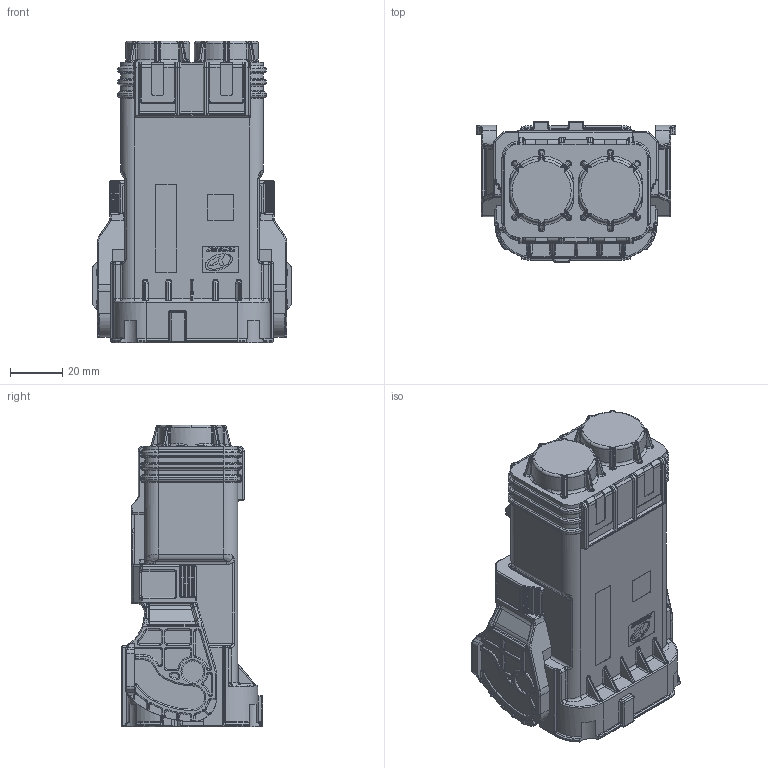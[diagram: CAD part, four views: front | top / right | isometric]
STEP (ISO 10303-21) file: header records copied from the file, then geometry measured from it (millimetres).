
FILE_DESCRIPTION (( 'STEP AP203' ), '1' );
FILE_NAME ('YGEV5-P2PHA脣芛杅耀.STEP', '2024-10-17T10:42:19', ( 'China' ), ( 'Microsoft' ), 'SwSTEP 2.0', 'SolidWorks 2023', '' );
FILE_SCHEMA (( 'CONFIG_CONTROL_DESIGN' ));
Length unit declared in the file: millimetre
Products named in the file (1): YGEV5-P2PHA插头数模
Bounding box: 76.7 x 54.4 x 115.9 mm (x, y, z)
Volume: 258991.9 mm3; surface area: 45715 mm2
Topology: 1 solids, 45 shells, 4107 faces, 10360 edges, 6261 vertices
Faces by surface type: plane 1711, cylinder 1276, torus 547, bspline 402, sphere 110, cone 61
Entity records: 132538 total; most frequent: CARTESIAN_POINT 37083, ORIENTED_EDGE 20444, DIRECTION 19619, EDGE_CURVE 10222, AXIS2_PLACEMENT_3D 6965, VERTEX_POINT 6259, LINE 5689, VECTOR 5689
